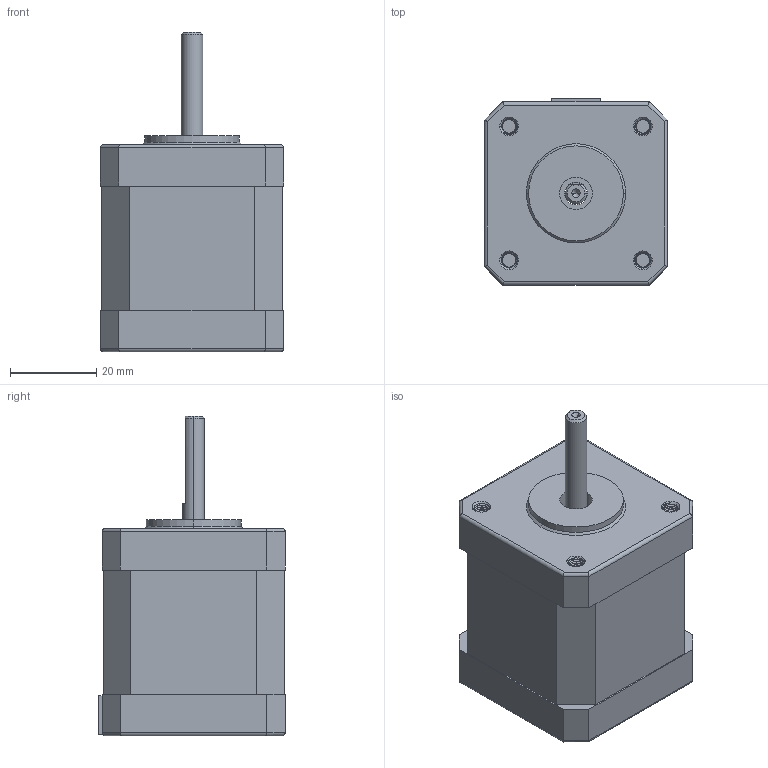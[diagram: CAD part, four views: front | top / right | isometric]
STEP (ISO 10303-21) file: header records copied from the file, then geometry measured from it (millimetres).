
FILE_DESCRIPTION (( 'STEP AP203' ), '1' );
FILE_NAME ('6627T91_Stepper Motor.STEP', '2022-06-17T11:51:25', ( 'Administrator' ), ( 'Managed by Terraform' ), 'SwSTEP 2.0', 'SolidWorks 2017', '' );
FILE_SCHEMA (( 'CONFIG_CONTROL_DESIGN' ));
Length unit declared in the file: inch
Products named in the file (1): 6627T91_Stepper Motor
Bounding box: 42.4 x 43.16 x 74.04 mm (x, y, z)
Volume: 81510.5 mm3; surface area: 21910.5 mm2
Topology: 8 solids, 8 shells, 386 faces, 1035 edges, 676 vertices
Faces by surface type: cylinder 208, plane 131, cone 23, bspline 16, torus 8
Entity records: 26957 total; most frequent: CARTESIAN_POINT 18382, ORIENTED_EDGE 2066, DIRECTION 1466, EDGE_CURVE 1033, VERTEX_POINT 676, AXIS2_PLACEMENT_3D 506, LINE 454, VECTOR 454
